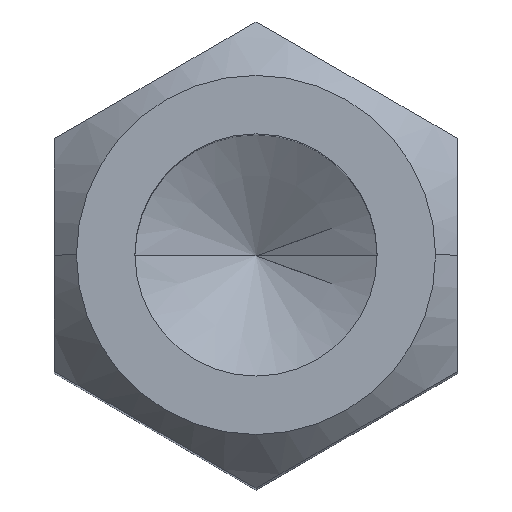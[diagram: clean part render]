
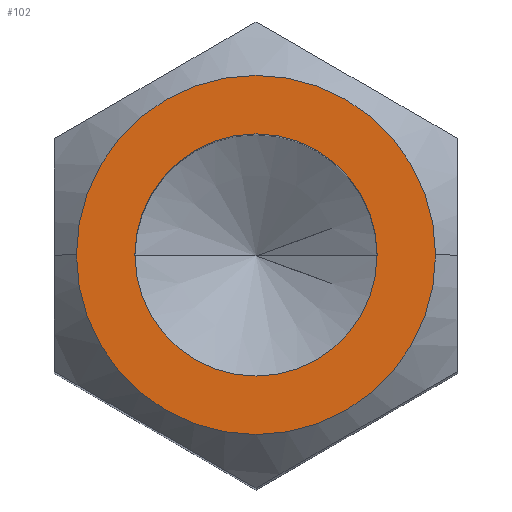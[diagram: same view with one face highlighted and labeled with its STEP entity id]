
A CAD part, top view. The second image highlights one B-rep face of the part: STEP entity #102.
In plain terms, the highlighted planar face has unit normal (0, 0, 1).
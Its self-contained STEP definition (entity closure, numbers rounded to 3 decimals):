
#45 = EDGE_CURVE ( 'NONE', #1017, #1881, #1111, .T. ) ;
#97 = AXIS2_PLACEMENT_3D ( 'NONE', #1551, #632, #1716 ) ;
#102 = ADVANCED_FACE ( 'NONE', ( #1434, #1681 ), #1909, .T. ) ;
#189 = EDGE_LOOP ( 'NONE', ( #307, #919 ) ) ;
#237 = CARTESIAN_POINT ( 'NONE',  ( 0., 0., 8. ) ) ;
#284 = AXIS2_PLACEMENT_3D ( 'NONE', #1437, #519, #1589 ) ;
#307 = ORIENTED_EDGE ( 'NONE', *, *, #45, .F. ) ;
#373 = DIRECTION ( 'NONE',  ( 0., 0., 1. ) ) ;
#392 = AXIS2_PLACEMENT_3D ( 'NONE', #1275, #373, #1435 ) ;
#411 = CIRCLE ( 'NONE', #97, 2.446 ) ;
#434 = DIRECTION ( 'NONE',  ( 0., 0., -1. ) ) ;
#519 = DIRECTION ( 'NONE',  ( 0., 0., 1. ) ) ;
#574 = EDGE_LOOP ( 'NONE', ( #1826, #1957 ) ) ;
#632 = DIRECTION ( 'NONE',  ( 0., 0., -1. ) ) ;
#674 = DIRECTION ( 'NONE',  ( 0., 0., 1. ) ) ;
#728 = EDGE_CURVE ( 'NONE', #1397, #1893, #411, .T. ) ;
#758 = CARTESIAN_POINT ( 'NONE',  ( 2.446, 0., 8. ) ) ;
#919 = ORIENTED_EDGE ( 'NONE', *, *, #1317, .F. ) ;
#1017 = VERTEX_POINT ( 'NONE', #1208 ) ;
#1111 = CIRCLE ( 'NONE', #392, 1.65 ) ;
#1186 = AXIS2_PLACEMENT_3D ( 'NONE', #237, #674, #1765 ) ;
#1208 = CARTESIAN_POINT ( 'NONE',  ( 1.65, 0., 8. ) ) ;
#1275 = CARTESIAN_POINT ( 'NONE',  ( 0., 0., 8. ) ) ;
#1290 = CARTESIAN_POINT ( 'NONE',  ( -2.446, 0., 8. ) ) ;
#1317 = EDGE_CURVE ( 'NONE', #1881, #1017, #1452, .T. ) ;
#1340 = CARTESIAN_POINT ( 'NONE',  ( 0., 0., 8. ) ) ;
#1397 = VERTEX_POINT ( 'NONE', #1290 ) ;
#1434 = FACE_OUTER_BOUND ( 'NONE', #574, .T. ) ;
#1435 = DIRECTION ( 'NONE',  ( 1., 0., 0. ) ) ;
#1437 = CARTESIAN_POINT ( 'NONE',  ( 0., 0., 8. ) ) ;
#1452 = CIRCLE ( 'NONE', #284, 1.65 ) ;
#1473 = AXIS2_PLACEMENT_3D ( 'NONE', #1340, #434, #1500 ) ;
#1500 = DIRECTION ( 'NONE',  ( 1., 0., 0. ) ) ;
#1521 = CARTESIAN_POINT ( 'NONE',  ( -1.65, 0., 8. ) ) ;
#1551 = CARTESIAN_POINT ( 'NONE',  ( 0., 0., 8. ) ) ;
#1589 = DIRECTION ( 'NONE',  ( 1., 0., 0. ) ) ;
#1681 = FACE_BOUND ( 'NONE', #189, .T. ) ;
#1716 = DIRECTION ( 'NONE',  ( 1., 0., 0. ) ) ;
#1765 = DIRECTION ( 'NONE',  ( 1., 0., 0. ) ) ;
#1810 = EDGE_CURVE ( 'NONE', #1893, #1397, #1869, .T. ) ;
#1826 = ORIENTED_EDGE ( 'NONE', *, *, #1810, .F. ) ;
#1869 = CIRCLE ( 'NONE', #1473, 2.446 ) ;
#1881 = VERTEX_POINT ( 'NONE', #1521 ) ;
#1893 = VERTEX_POINT ( 'NONE', #758 ) ;
#1909 = PLANE ( 'NONE',  #1186 ) ;
#1957 = ORIENTED_EDGE ( 'NONE', *, *, #728, .F. ) ;
